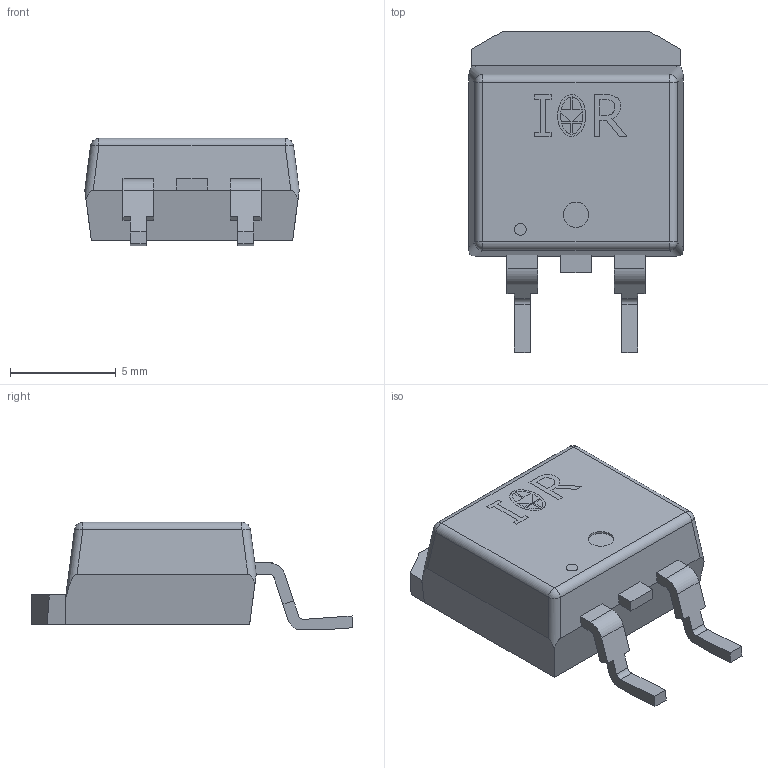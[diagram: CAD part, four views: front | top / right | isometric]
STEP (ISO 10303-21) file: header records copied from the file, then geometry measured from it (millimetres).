
FILE_DESCRIPTION(/* description */ (''),/* implementation_level */ '2;1');
FILE_NAME(/* name */ '1.stp',/* time_stamp */ '2020-01-22T22:39:06+02:00',/* author */ ('k'),/* organization */ (''),/* preprocessor_version */ 'ST-DEVELOPER v15.6',/* originating_system */ 'Autodesk Inventor 2015',/* authorisation */ '');
FILE_SCHEMA (('AUTOMOTIVE_DESIGN { 1 0 10303 214 3 1 1 }'));
Length unit declared in the file: millimetre
Products named in the file (5): 1; 2; 3; IRF logo
Bounding box: 10.16 x 15.25 x 5.08 mm (x, y, z)
Volume: 440.9 mm3; surface area: 548 mm2
Topology: 9 solids, 9 shells, 149 faces, 378 edges, 248 vertices
Faces by surface type: plane 111, cylinder 20, bspline 14, sphere 4
Full cylindrical faces by diameter (mm): 0.553 x1, 1.2 x1
Entity records: 4684 total; most frequent: CARTESIAN_POINT 921, ORIENTED_EDGE 752, DIRECTION 709, EDGE_CURVE 376, LINE 301, VECTOR 301, VERTEX_POINT 248, AXIS2_PLACEMENT_3D 204
